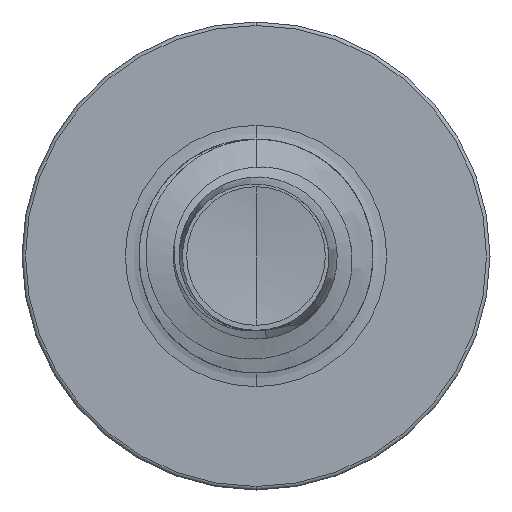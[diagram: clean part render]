
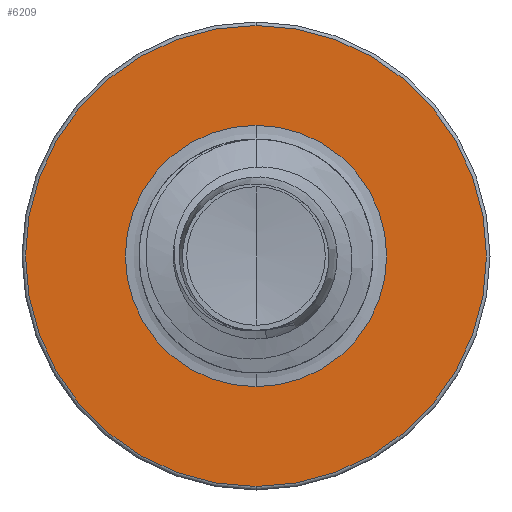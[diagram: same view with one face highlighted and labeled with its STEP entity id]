
A CAD part, front view. The second image highlights one B-rep face of the part: STEP entity #6209.
In plain terms, the highlighted planar face has unit normal (0, -1, 0).
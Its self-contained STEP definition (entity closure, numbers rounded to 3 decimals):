
#66 = FACE_BOUND ( 'NONE', #15878, .T. ) ;
#234 = VERTEX_POINT ( 'NONE', #16364 ) ;
#574 = AXIS2_PLACEMENT_3D ( 'NONE', #15545, #7476, #16825 ) ;
#1074 = CARTESIAN_POINT ( 'NONE',  ( 0., 3., 0. ) ) ;
#2651 = EDGE_CURVE ( 'NONE', #4485, #9617, #17812, .T. ) ;
#2711 = DIRECTION ( 'NONE',  ( 0., 0., 1. ) ) ;
#3308 = PLANE ( 'NONE',  #14572 ) ;
#3347 = CIRCLE ( 'NONE', #4060, 0.985 ) ;
#4060 = AXIS2_PLACEMENT_3D ( 'NONE', #15073, #6820, #16261 ) ;
#4485 = VERTEX_POINT ( 'NONE', #17683 ) ;
#4728 = EDGE_LOOP ( 'NONE', ( #13048, #5599 ) ) ;
#5012 = DIRECTION ( 'NONE',  ( 0., 0., 1. ) ) ;
#5166 = CIRCLE ( 'NONE', #18694, 0.558 ) ;
#5599 = ORIENTED_EDGE ( 'NONE', *, *, #2651, .F. ) ;
#6209 = ADVANCED_FACE ( 'NONE', ( #12261, #66 ), #3308, .F. ) ;
#6230 = CIRCLE ( 'NONE', #574, 0.558 ) ;
#6820 = DIRECTION ( 'NONE',  ( 0., 1., 0. ) ) ;
#7476 = DIRECTION ( 'NONE',  ( 0., 1., 0. ) ) ;
#8055 = CARTESIAN_POINT ( 'NONE',  ( 0., 3., 0.985 ) ) ;
#8173 = VERTEX_POINT ( 'NONE', #9566 ) ;
#8530 = EDGE_CURVE ( 'NONE', #9617, #4485, #3347, .T. ) ;
#9450 = DIRECTION ( 'NONE',  ( 0., 0., 1. ) ) ;
#9471 = DIRECTION ( 'NONE',  ( 0., 1., 0. ) ) ;
#9493 = CARTESIAN_POINT ( 'NONE',  ( 0., 3., 0. ) ) ;
#9566 = CARTESIAN_POINT ( 'NONE',  ( 0., 3., 0.558 ) ) ;
#9617 = VERTEX_POINT ( 'NONE', #8055 ) ;
#11995 = DIRECTION ( 'NONE',  ( 0., 1., 0. ) ) ;
#12261 = FACE_OUTER_BOUND ( 'NONE', #4728, .T. ) ;
#12299 = ORIENTED_EDGE ( 'NONE', *, *, #12371, .T. ) ;
#12371 = EDGE_CURVE ( 'NONE', #8173, #234, #6230, .T. ) ;
#13008 = ORIENTED_EDGE ( 'NONE', *, *, #17707, .T. ) ;
#13048 = ORIENTED_EDGE ( 'NONE', *, *, #8530, .F. ) ;
#13804 = DIRECTION ( 'NONE',  ( 0., 1., 0. ) ) ;
#14572 = AXIS2_PLACEMENT_3D ( 'NONE', #18826, #13804, #5012 ) ;
#15073 = CARTESIAN_POINT ( 'NONE',  ( 0., 3., 0. ) ) ;
#15545 = CARTESIAN_POINT ( 'NONE',  ( 0., 3., 0. ) ) ;
#15878 = EDGE_LOOP ( 'NONE', ( #12299, #13008 ) ) ;
#16261 = DIRECTION ( 'NONE',  ( 0., 0., 1. ) ) ;
#16364 = CARTESIAN_POINT ( 'NONE',  ( 0., 3., -0.558 ) ) ;
#16757 = AXIS2_PLACEMENT_3D ( 'NONE', #9493, #9471, #9450 ) ;
#16825 = DIRECTION ( 'NONE',  ( 0., 0., 1. ) ) ;
#17683 = CARTESIAN_POINT ( 'NONE',  ( 0., 3., -0.985 ) ) ;
#17707 = EDGE_CURVE ( 'NONE', #234, #8173, #5166, .T. ) ;
#17812 = CIRCLE ( 'NONE', #16757, 0.985 ) ;
#18694 = AXIS2_PLACEMENT_3D ( 'NONE', #1074, #11995, #2711 ) ;
#18826 = CARTESIAN_POINT ( 'NONE',  ( 0., 3., -0.558 ) ) ;
